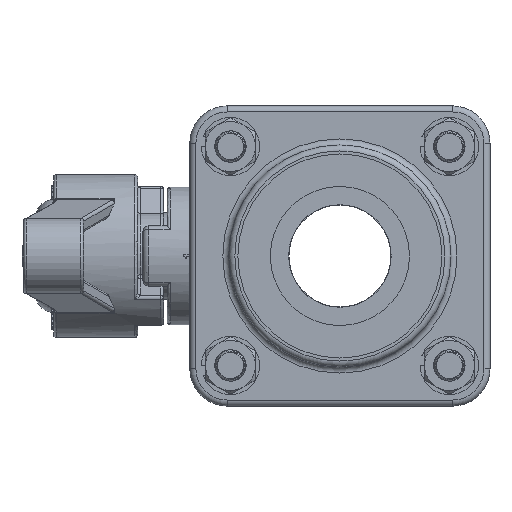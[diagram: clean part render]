
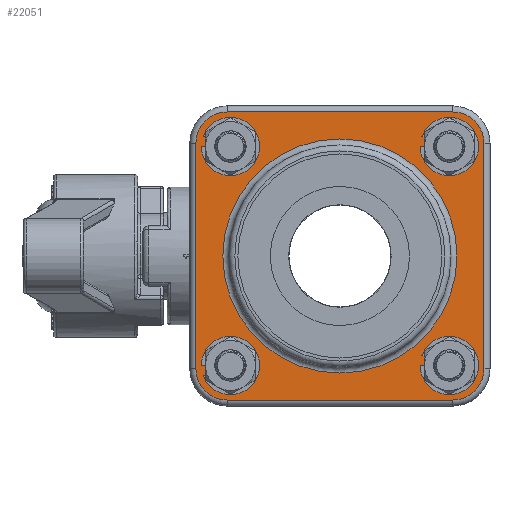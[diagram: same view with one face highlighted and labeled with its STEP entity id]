
A CAD part, left-side view. The second image highlights one B-rep face of the part: STEP entity #22051.
In plain terms, the highlighted face is planar.
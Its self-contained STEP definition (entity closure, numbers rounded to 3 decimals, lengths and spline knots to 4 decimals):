
#1592=LINE('',#37649,#3496);
#1593=LINE('',#37653,#3497);
#1594=LINE('',#37657,#3498);
#1595=LINE('',#37661,#3499);
#3496=VECTOR('',#27630,0.3937);
#3497=VECTOR('',#27633,0.3937);
#3498=VECTOR('',#27636,0.3937);
#3499=VECTOR('',#27639,0.3937);
#5365=FACE_BOUND('',#7292,.T.);
#5366=FACE_BOUND('',#7293,.T.);
#5367=FACE_BOUND('',#7294,.T.);
#5368=FACE_BOUND('',#7295,.T.);
#5369=FACE_BOUND('',#7296,.T.);
#5889=FACE_OUTER_BOUND('',#7291,.T.);
#7291=EDGE_LOOP('',(#16386,#16387,#16388,#16389,#16390,#16391,#16392,#16393));
#7292=EDGE_LOOP('',(#16394));
#7293=EDGE_LOOP('',(#16395));
#7294=EDGE_LOOP('',(#16396));
#7295=EDGE_LOOP('',(#16397));
#7296=EDGE_LOOP('',(#16398));
#8675=CIRCLE('',#24222,1.17);
#8676=CIRCLE('',#24224,0.315);
#8677=CIRCLE('',#24225,0.315);
#8678=CIRCLE('',#24226,0.315);
#8679=CIRCLE('',#24227,0.315);
#8680=CIRCLE('',#24228,0.18);
#8681=CIRCLE('',#24229,0.18);
#8682=CIRCLE('',#24230,0.18);
#8683=CIRCLE('',#24231,0.18);
#9679=VERTEX_POINT('',#37643);
#9680=VERTEX_POINT('',#37647);
#9681=VERTEX_POINT('',#37648);
#9682=VERTEX_POINT('',#37650);
#9683=VERTEX_POINT('',#37652);
#9684=VERTEX_POINT('',#37654);
#9685=VERTEX_POINT('',#37656);
#9686=VERTEX_POINT('',#37658);
#9687=VERTEX_POINT('',#37660);
#9688=VERTEX_POINT('',#37663);
#9689=VERTEX_POINT('',#37665);
#9690=VERTEX_POINT('',#37667);
#9691=VERTEX_POINT('',#37669);
#12135=EDGE_CURVE('',#9679,#9679,#8675,.T.);
#12136=EDGE_CURVE('',#9680,#9681,#1592,.T.);
#12137=EDGE_CURVE('',#9682,#9680,#8676,.T.);
#12138=EDGE_CURVE('',#9683,#9682,#1593,.T.);
#12139=EDGE_CURVE('',#9684,#9683,#8677,.T.);
#12140=EDGE_CURVE('',#9685,#9684,#1594,.T.);
#12141=EDGE_CURVE('',#9686,#9685,#8678,.T.);
#12142=EDGE_CURVE('',#9687,#9686,#1595,.T.);
#12143=EDGE_CURVE('',#9681,#9687,#8679,.T.);
#12144=EDGE_CURVE('',#9688,#9688,#8680,.T.);
#12145=EDGE_CURVE('',#9689,#9689,#8681,.T.);
#12146=EDGE_CURVE('',#9690,#9690,#8682,.T.);
#12147=EDGE_CURVE('',#9691,#9691,#8683,.T.);
#16386=ORIENTED_EDGE('',*,*,#12136,.F.);
#16387=ORIENTED_EDGE('',*,*,#12137,.F.);
#16388=ORIENTED_EDGE('',*,*,#12138,.F.);
#16389=ORIENTED_EDGE('',*,*,#12139,.F.);
#16390=ORIENTED_EDGE('',*,*,#12140,.F.);
#16391=ORIENTED_EDGE('',*,*,#12141,.F.);
#16392=ORIENTED_EDGE('',*,*,#12142,.F.);
#16393=ORIENTED_EDGE('',*,*,#12143,.F.);
#16394=ORIENTED_EDGE('',*,*,#12144,.T.);
#16395=ORIENTED_EDGE('',*,*,#12145,.T.);
#16396=ORIENTED_EDGE('',*,*,#12146,.T.);
#16397=ORIENTED_EDGE('',*,*,#12147,.T.);
#16398=ORIENTED_EDGE('',*,*,#12135,.F.);
#21112=PLANE('',#24223);
#22051=ADVANCED_FACE('',(#5889,#5365,#5366,#5367,#5368,#5369),#21112,.T.);
#24222=AXIS2_PLACEMENT_3D('',#37645,#27626,#27627);
#24223=AXIS2_PLACEMENT_3D('',#37646,#27628,#27629);
#24224=AXIS2_PLACEMENT_3D('',#37651,#27631,#27632);
#24225=AXIS2_PLACEMENT_3D('',#37655,#27634,#27635);
#24226=AXIS2_PLACEMENT_3D('',#37659,#27637,#27638);
#24227=AXIS2_PLACEMENT_3D('',#37662,#27640,#27641);
#24228=AXIS2_PLACEMENT_3D('',#37664,#27642,#27643);
#24229=AXIS2_PLACEMENT_3D('',#37666,#27644,#27645);
#24230=AXIS2_PLACEMENT_3D('',#37668,#27646,#27647);
#24231=AXIS2_PLACEMENT_3D('',#37670,#27648,#27649);
#27626=DIRECTION('center_axis',(0.,0.,1.));
#27627=DIRECTION('ref_axis',(-1.,0.,0.));
#27628=DIRECTION('center_axis',(0.,0.,1.));
#27629=DIRECTION('ref_axis',(1.,0.,0.));
#27630=DIRECTION('',(1.,0.,0.));
#27631=DIRECTION('center_axis',(0.,0.,-1.));
#27632=DIRECTION('ref_axis',(-0.707,0.707,0.));
#27633=DIRECTION('',(0.,1.,0.));
#27634=DIRECTION('center_axis',(0.,0.,-1.));
#27635=DIRECTION('ref_axis',(-0.707,-0.707,0.));
#27636=DIRECTION('',(-1.,0.,0.));
#27637=DIRECTION('center_axis',(0.,0.,-1.));
#27638=DIRECTION('ref_axis',(0.707,-0.707,0.));
#27639=DIRECTION('',(0.,-1.,0.));
#27640=DIRECTION('center_axis',(0.,0.,-1.));
#27641=DIRECTION('ref_axis',(0.707,0.707,0.));
#27642=DIRECTION('center_axis',(0.,0.,-1.));
#27643=DIRECTION('ref_axis',(0.,-1.,0.));
#27644=DIRECTION('center_axis',(0.,0.,-1.));
#27645=DIRECTION('ref_axis',(-1.,0.,0.));
#27646=DIRECTION('center_axis',(0.,0.,-1.));
#27647=DIRECTION('ref_axis',(0.,1.,0.));
#27648=DIRECTION('center_axis',(0.,0.,-1.));
#27649=DIRECTION('ref_axis',(1.,0.,0.));
#37643=CARTESIAN_POINT('',(1.17,0.,0.59));
#37645=CARTESIAN_POINT('Origin',(0.,0.,0.59));
#37646=CARTESIAN_POINT('Origin',(0.,0.,
0.59));
#37647=CARTESIAN_POINT('',(-1.125,1.44,0.59));
#37648=CARTESIAN_POINT('',(1.125,1.44,0.59));
#37649=CARTESIAN_POINT('',(-0.75,1.44,0.59));
#37650=CARTESIAN_POINT('',(-1.44,1.125,0.59));
#37651=CARTESIAN_POINT('Origin',(-1.125,1.125,0.59));
#37652=CARTESIAN_POINT('',(-1.44,-1.125,0.59));
#37653=CARTESIAN_POINT('',(-1.44,-0.75,0.59));
#37654=CARTESIAN_POINT('',(-1.125,-1.44,0.59));
#37655=CARTESIAN_POINT('Origin',(-1.125,-1.125,0.59));
#37656=CARTESIAN_POINT('',(1.125,-1.44,0.59));
#37657=CARTESIAN_POINT('',(0.75,-1.44,0.59));
#37658=CARTESIAN_POINT('',(1.44,-1.125,0.59));
#37659=CARTESIAN_POINT('Origin',(1.125,-1.125,0.59));
#37660=CARTESIAN_POINT('',(1.44,1.125,0.59));
#37661=CARTESIAN_POINT('',(1.44,0.75,0.59));
#37662=CARTESIAN_POINT('Origin',(1.125,1.125,0.59));
#37663=CARTESIAN_POINT('',(1.094,1.274,0.59));
#37664=CARTESIAN_POINT('Origin',(1.094,1.094,0.59));
#37665=CARTESIAN_POINT('',(1.274,-1.094,0.59));
#37666=CARTESIAN_POINT('Origin',(1.094,-1.094,0.59));
#37667=CARTESIAN_POINT('',(-1.094,-1.274,0.59));
#37668=CARTESIAN_POINT('Origin',(-1.094,-1.094,0.59));
#37669=CARTESIAN_POINT('',(-1.274,1.094,0.59));
#37670=CARTESIAN_POINT('Origin',(-1.094,1.094,0.59));
